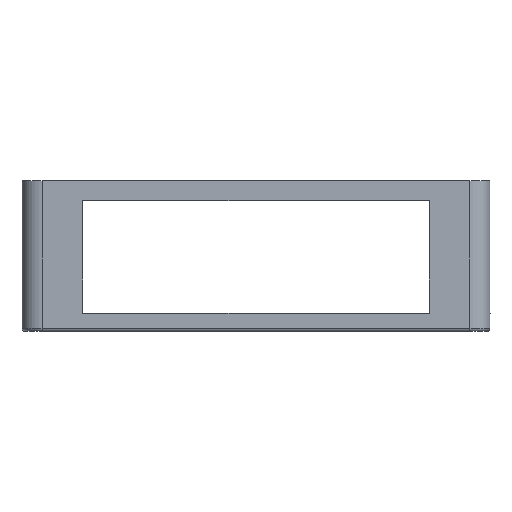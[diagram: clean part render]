
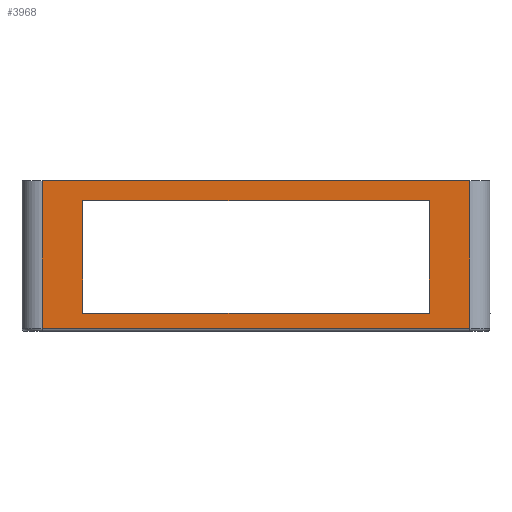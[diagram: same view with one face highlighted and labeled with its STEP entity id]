
A CAD part, left-side view. The second image highlights one B-rep face of the part: STEP entity #3968.
In plain terms, the highlighted planar face has unit normal (-1, 0, 0).
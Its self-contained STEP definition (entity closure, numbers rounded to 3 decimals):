
#103=FACE_BOUND('',#605,.T.);
#377=FACE_OUTER_BOUND('',#604,.T.);
#604=EDGE_LOOP('',(#3196,#3197,#3198,#3199));
#605=EDGE_LOOP('',(#3200,#3201,#3202,#3203));
#1033=LINE('',#6255,#1484);
#1036=LINE('',#6276,#1487);
#1038=LINE('',#6282,#1489);
#1039=LINE('',#6283,#1490);
#1040=LINE('',#6286,#1491);
#1041=LINE('',#6288,#1492);
#1042=LINE('',#6290,#1493);
#1043=LINE('',#6291,#1494);
#1484=VECTOR('',#5075,10.);
#1487=VECTOR('',#5104,10.);
#1489=VECTOR('',#5110,10.);
#1490=VECTOR('',#5111,10.);
#1491=VECTOR('',#5112,10.);
#1492=VECTOR('',#5113,10.);
#1493=VECTOR('',#5114,10.);
#1494=VECTOR('',#5115,10.);
#1904=VERTEX_POINT('',#6249);
#1905=VERTEX_POINT('',#6253);
#1910=VERTEX_POINT('',#6275);
#1912=VERTEX_POINT('',#6281);
#1913=VERTEX_POINT('',#6284);
#1914=VERTEX_POINT('',#6285);
#1915=VERTEX_POINT('',#6287);
#1916=VERTEX_POINT('',#6289);
#2391=EDGE_CURVE('',#1904,#1905,#1033,.T.);
#2401=EDGE_CURVE('',#1905,#1910,#1036,.T.);
#2404=EDGE_CURVE('',#1904,#1912,#1038,.T.);
#2405=EDGE_CURVE('',#1910,#1912,#1039,.T.);
#2406=EDGE_CURVE('',#1913,#1914,#1040,.T.);
#2407=EDGE_CURVE('',#1915,#1913,#1041,.T.);
#2408=EDGE_CURVE('',#1915,#1916,#1042,.T.);
#2409=EDGE_CURVE('',#1914,#1916,#1043,.T.);
#3196=ORIENTED_EDGE('',*,*,#2391,.F.);
#3197=ORIENTED_EDGE('',*,*,#2404,.T.);
#3198=ORIENTED_EDGE('',*,*,#2405,.F.);
#3199=ORIENTED_EDGE('',*,*,#2401,.F.);
#3200=ORIENTED_EDGE('',*,*,#2406,.F.);
#3201=ORIENTED_EDGE('',*,*,#2407,.F.);
#3202=ORIENTED_EDGE('',*,*,#2408,.T.);
#3203=ORIENTED_EDGE('',*,*,#2409,.F.);
#3786=PLANE('',#4260);
#3968=ADVANCED_FACE('',(#377,#103),#3786,.T.);
#4260=AXIS2_PLACEMENT_3D('',#6280,#5108,#5109);
#5075=DIRECTION('',(0.,1.,0.));
#5104=DIRECTION('',(0.,0.,1.));
#5108=DIRECTION('center_axis',(-1.,0.,0.));
#5109=DIRECTION('ref_axis',(0.,1.,0.));
#5110=DIRECTION('',(0.,0.,1.));
#5111=DIRECTION('',(0.,-1.,0.));
#5112=DIRECTION('',(0.,0.,1.));
#5113=DIRECTION('',(0.,-1.,0.));
#5114=DIRECTION('',(0.,0.,1.));
#5115=DIRECTION('',(0.,1.,0.));
#6249=CARTESIAN_POINT('',(-2.,4.63,-2.));
#6253=CARTESIAN_POINT('',(-2.,145.37,-2.));
#6255=CARTESIAN_POINT('',(-2.,39.815,-2.));
#6275=CARTESIAN_POINT('',(-2.,145.37,46.6));
#6276=CARTESIAN_POINT('',(-2.,145.37,0.));
#6280=CARTESIAN_POINT('Origin',(-2.,4.63,0.));
#6281=CARTESIAN_POINT('',(-2.,4.63,46.6));
#6282=CARTESIAN_POINT('',(-2.,4.63,0.));
#6283=CARTESIAN_POINT('',(-2.,145.37,46.6));
#6284=CARTESIAN_POINT('',(-2.,17.982,3.));
#6285=CARTESIAN_POINT('',(-2.,17.982,40.));
#6286=CARTESIAN_POINT('',(-2.,17.982,0.));
#6287=CARTESIAN_POINT('',(-2.,131.993,3.));
#6288=CARTESIAN_POINT('',(-2.,145.37,3.));
#6289=CARTESIAN_POINT('',(-2.,131.993,40.));
#6290=CARTESIAN_POINT('',(-2.,131.993,0.));
#6291=CARTESIAN_POINT('',(-2.,145.37,40.));
